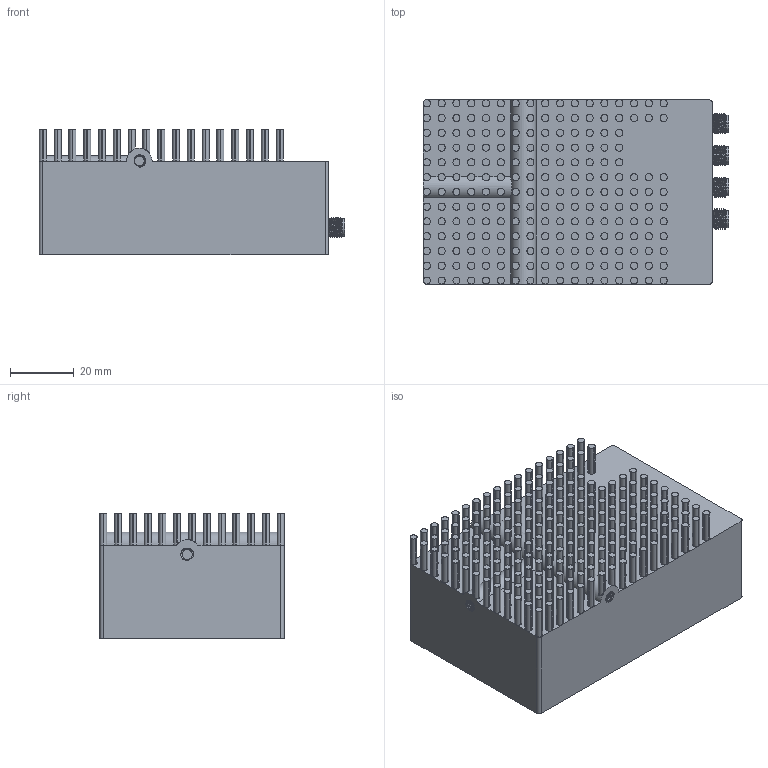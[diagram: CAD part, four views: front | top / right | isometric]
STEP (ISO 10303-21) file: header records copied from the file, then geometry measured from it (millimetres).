
FILE_DESCRIPTION(('FreeCAD Model'),'2;1');
FILE_NAME('Open CASCADE Shape Model','2026-03-22T16:20:40',(''),(''), 'Open CASCADE STEP processor 7.6','FreeCAD','Unknown');
FILE_SCHEMA(('AUTOMOTIVE_DESIGN { 1 2 10303 214 0 1 1 1 }'));
Length unit declared in the file: millimetre
Products named in the file (30): Unnamed; Dummy_box; J4006; 6551550800003; CONSMA003.105; CONSMA003.101; CONSMA003.102; CONSMA003.103; CONSMA003.104; J4005; 6551550800002; CONSMA003.100; CONSMA003.096; CONSMA003.097; CONSMA003.098; CONSMA003.099; J3; 6551550800001; CONSMA003.095; CONSMA003.091; CONSMA003.092; CONSMA003.093; CONSMA003.094; J4; 6551550800; CONSMA003.090; CONSMA003.062; CONSMA003.087; CONSMA003.088; CONSMA003.089
Assembly tree (29 placements, depth 5):
  Unnamed
    Dummy_box
    J4006
      6551550800003
        CONSMA003.105
          CONSMA003.101
          CONSMA003.102
          CONSMA003.103
          CONSMA003.104
    J4005
      6551550800002
        CONSMA003.100
          CONSMA003.096
          CONSMA003.097
          CONSMA003.098
          CONSMA003.099
    J3
      6551550800001
        CONSMA003.095
          CONSMA003.091
          CONSMA003.092
          CONSMA003.093
          CONSMA003.094
    J4
      6551550800
        CONSMA003.090
          CONSMA003.062
          CONSMA003.087
          CONSMA003.088
          CONSMA003.089
Bounding box: 96.11 x 58 x 39.5 mm (x, y, z)
Volume: 162915.2 mm3; surface area: 37563 mm2
Topology: 17 solids, 17 shells, 2534 faces, 6749 edges, 4341 vertices
Faces by surface type: plane 1168, cylinder 995, bspline 308, sphere 32, cone 31
Full cylindrical faces by diameter (mm): 25.6 x8
Entity records: 102673 total; most frequent: CARTESIAN_POINT 40762, ORIENTED_EDGE 13278, DIRECTION 12109, EDGE_CURVE 6639, VERTEX_POINT 4341, AXIS2_PLACEMENT_3D 4184, LINE 3741, VECTOR 3741
